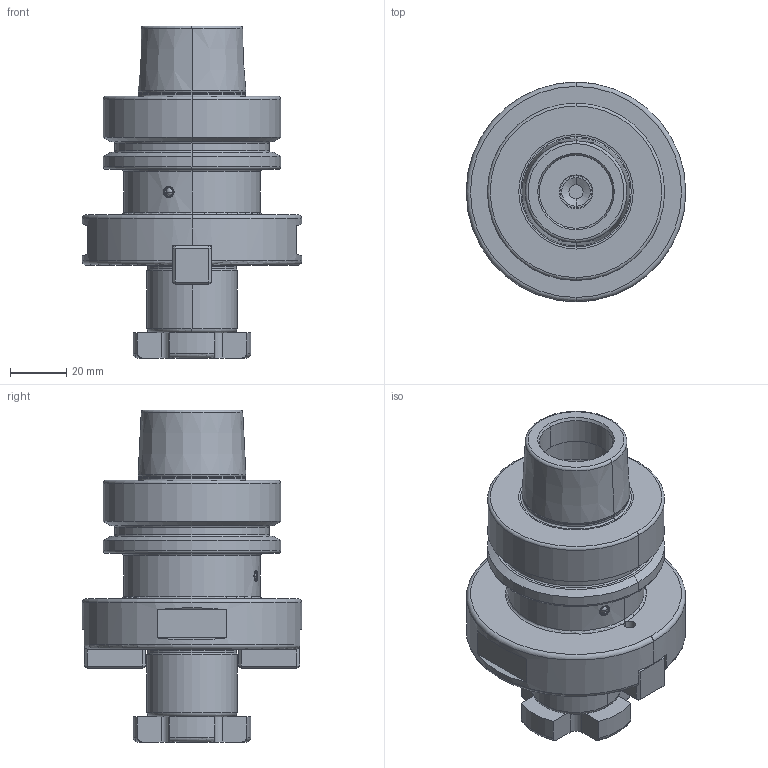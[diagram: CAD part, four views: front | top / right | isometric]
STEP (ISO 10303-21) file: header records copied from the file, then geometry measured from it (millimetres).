
FILE_DESCRIPTION((''),'2;1');
FILE_NAME('F63_11_32','2020-08-28T',('103090'),(''),'CREO PARAMETRIC BY PTC INC, 2016260','CREO PARAMETRIC BY PTC INC, 2016260','');
FILE_SCHEMA(('CONFIG_CONTROL_DESIGN'));
Length unit declared in the file: millimetre
Products named in the file (1): F63_11_32
Bounding box: 78 x 78 x 118 mm (x, y, z)
Volume: 222497.9 mm3; surface area: 41798.3 mm2
Topology: 3 solids, 10 shells, 371 faces, 838 edges, 478 vertices
Faces by surface type: plane 125, cone 102, cylinder 92, torus 48, sphere 4
Entity records: 10696 total; most frequent: CARTESIAN_POINT 2322, DIRECTION 1870, ORIENTED_EDGE 1644, EDGE_CURVE 822, AXIS2_PLACEMENT_3D 742, VERTEX_POINT 478, EDGE_LOOP 402, VECTOR 386
